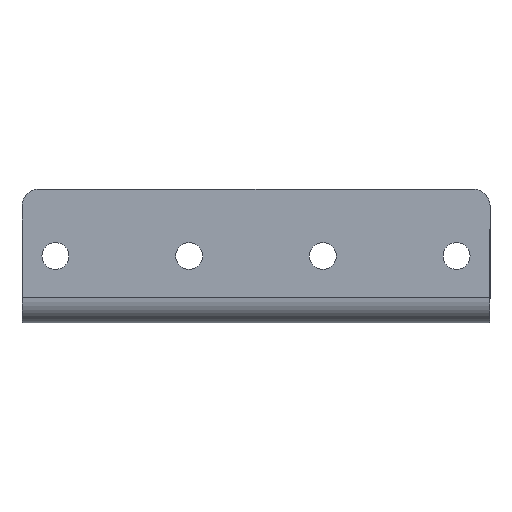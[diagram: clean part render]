
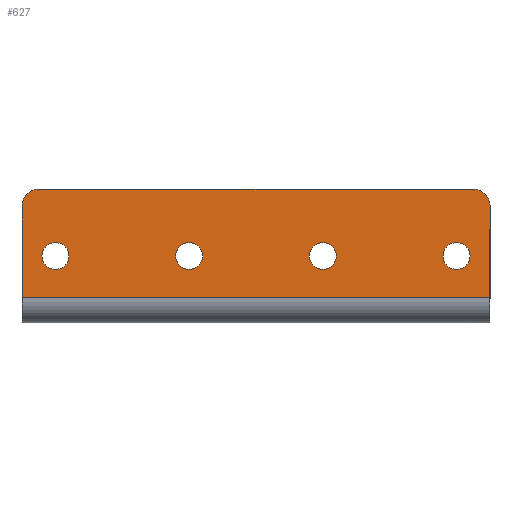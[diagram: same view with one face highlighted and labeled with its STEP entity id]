
A CAD part, front view. The second image highlights one B-rep face of the part: STEP entity #627.
In plain terms, the highlighted planar face has unit normal (0, -1, 0).
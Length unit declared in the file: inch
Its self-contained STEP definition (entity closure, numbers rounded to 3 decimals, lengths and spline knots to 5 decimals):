
#6 = ORIENTED_EDGE ( 'NONE', *, *, #454, .T. ) ;
#16 = DIRECTION ( 'NONE',  ( 0., 0., -1. ) ) ;
#34 = CARTESIAN_POINT ( 'NONE',  ( 3.375, -0.125, 0. ) ) ;
#44 = CIRCLE ( 'NONE', #128, 0.1005 ) ;
#53 = VERTEX_POINT ( 'NONE', #580 ) ;
#65 = CARTESIAN_POINT ( 'NONE',  ( 1.25, -0.125, -0.6005 ) ) ;
#68 = LINE ( 'NONE', #592, #1392 ) ;
#69 = AXIS2_PLACEMENT_3D ( 'NONE', #247, #761, #1286 ) ;
#87 = EDGE_CURVE ( 'NONE', #1628, #1332, #68, .T. ) ;
#89 = ORIENTED_EDGE ( 'NONE', *, *, #87, .F. ) ;
#104 = ORIENTED_EDGE ( 'NONE', *, *, #908, .T. ) ;
#107 = DIRECTION ( 'NONE',  ( 0., 0., -1. ) ) ;
#110 = DIRECTION ( 'NONE',  ( 0., 1., 0. ) ) ;
#128 = AXIS2_PLACEMENT_3D ( 'NONE', #1605, #450, #950 ) ;
#137 = CARTESIAN_POINT ( 'NONE',  ( 3.5, -0.125, 0. ) ) ;
#146 = CARTESIAN_POINT ( 'NONE',  ( 0.125, -0.125, 0. ) ) ;
#166 = ORIENTED_EDGE ( 'NONE', *, *, #366, .T. ) ;
#168 = DIRECTION ( 'NONE',  ( 0., 1., 0. ) ) ;
#175 = CARTESIAN_POINT ( 'NONE',  ( 0.25, -0.125, -0.5 ) ) ;
#204 = ORIENTED_EDGE ( 'NONE', *, *, #935, .T. ) ;
#206 = CIRCLE ( 'NONE', #928, 0.1005 ) ;
#231 = PLANE ( 'NONE',  #465 ) ;
#247 = CARTESIAN_POINT ( 'NONE',  ( 1.25, -0.125, -0.5 ) ) ;
#251 = ORIENTED_EDGE ( 'NONE', *, *, #1654, .T. ) ;
#333 = EDGE_CURVE ( 'NONE', #1658, #1332, #483, .T. ) ;
#349 = CIRCLE ( 'NONE', #1600, 0.125 ) ;
#355 = CARTESIAN_POINT ( 'NONE',  ( 0., -0.125, -0.8125 ) ) ;
#366 = EDGE_CURVE ( 'NONE', #1628, #980, #349, .T. ) ;
#367 = FACE_BOUND ( 'NONE', #1029, .T. ) ;
#371 = VECTOR ( 'NONE', #861, 39.37008 ) ;
#387 = CARTESIAN_POINT ( 'NONE',  ( 2.25, -0.125, -0.3995 ) ) ;
#426 = DIRECTION ( 'NONE',  ( 0., -1., 0. ) ) ;
#427 = DIRECTION ( 'NONE',  ( 0., 0., 1. ) ) ;
#428 = ORIENTED_EDGE ( 'NONE', *, *, #1002, .T. ) ;
#440 = ORIENTED_EDGE ( 'NONE', *, *, #649, .F. ) ;
#445 = ORIENTED_EDGE ( 'NONE', *, *, #333, .T. ) ;
#450 = DIRECTION ( 'NONE',  ( 0., 1., 0. ) ) ;
#454 = EDGE_CURVE ( 'NONE', #670, #1302, #44, .T. ) ;
#460 = CIRCLE ( 'NONE', #1425, 0.1005 ) ;
#465 = AXIS2_PLACEMENT_3D ( 'NONE', #747, #1272, #107 ) ;
#466 = CARTESIAN_POINT ( 'NONE',  ( 3.25, -0.125, -0.5 ) ) ;
#483 = CIRCLE ( 'NONE', #1208, 0.125 ) ;
#502 = LINE ( 'NONE', #1008, #1101 ) ;
#517 = CARTESIAN_POINT ( 'NONE',  ( 2.25, -0.125, -0.6005 ) ) ;
#520 = VERTEX_POINT ( 'NONE', #65 ) ;
#580 = CARTESIAN_POINT ( 'NONE',  ( 1.25, -0.125, -0.3995 ) ) ;
#592 = CARTESIAN_POINT ( 'NONE',  ( 0., -0.125, 0. ) ) ;
#595 = CARTESIAN_POINT ( 'NONE',  ( 0.25, -0.125, -0.5 ) ) ;
#626 = DIRECTION ( 'NONE',  ( 0., 0., 1. ) ) ;
#627 = ADVANCED_FACE ( 'NONE', ( #1003, #1526, #367, #869, #1397 ), #231, .T. ) ;
#648 = DIRECTION ( 'NONE',  ( 0., 0., -1. ) ) ;
#649 = EDGE_CURVE ( 'NONE', #1437, #980, #502, .T. ) ;
#656 = CARTESIAN_POINT ( 'NONE',  ( 3.375, -0.125, -0.125 ) ) ;
#670 = VERTEX_POINT ( 'NONE', #1142 ) ;
#678 = VERTEX_POINT ( 'NONE', #884 ) ;
#680 = DIRECTION ( 'NONE',  ( 0., 0., 1. ) ) ;
#686 = DIRECTION ( 'NONE',  ( 0., 1., 0. ) ) ;
#689 = EDGE_CURVE ( 'NONE', #53, #520, #1668, .T. ) ;
#690 = CIRCLE ( 'NONE', #773, 0.1005 ) ;
#747 = CARTESIAN_POINT ( 'NONE',  ( 0., -0.125, 0. ) ) ;
#761 = DIRECTION ( 'NONE',  ( 0., 1., 0. ) ) ;
#773 = AXIS2_PLACEMENT_3D ( 'NONE', #466, #966, #1492 ) ;
#834 = CARTESIAN_POINT ( 'NONE',  ( 0., -0.125, -0.8125 ) ) ;
#855 = CARTESIAN_POINT ( 'NONE',  ( 3.5, -0.125, -0.8125 ) ) ;
#861 = DIRECTION ( 'NONE',  ( 1., 0., 0. ) ) ;
#869 = FACE_BOUND ( 'NONE', #1050, .T. ) ;
#884 = CARTESIAN_POINT ( 'NONE',  ( 0.25, -0.125, -0.6005 ) ) ;
#908 = EDGE_CURVE ( 'NONE', #1302, #670, #690, .T. ) ;
#922 = DIRECTION ( 'NONE',  ( 0., 0., -1. ) ) ;
#923 = CARTESIAN_POINT ( 'NONE',  ( 3.5, -0.125, -0.125 ) ) ;
#928 = AXIS2_PLACEMENT_3D ( 'NONE', #175, #686, #1207 ) ;
#929 = CARTESIAN_POINT ( 'NONE',  ( 3.25, -0.125, -0.6005 ) ) ;
#935 = EDGE_CURVE ( 'NONE', #678, #1504, #460, .T. ) ;
#937 = AXIS2_PLACEMENT_3D ( 'NONE', #1336, #168, #680 ) ;
#950 = DIRECTION ( 'NONE',  ( 0., 0., 1. ) ) ;
#966 = DIRECTION ( 'NONE',  ( 0., 1., 0. ) ) ;
#972 = VERTEX_POINT ( 'NONE', #855 ) ;
#975 = ORIENTED_EDGE ( 'NONE', *, *, #689, .T. ) ;
#980 = VERTEX_POINT ( 'NONE', #1381 ) ;
#988 = ORIENTED_EDGE ( 'NONE', *, *, #1585, .F. ) ;
#1002 = EDGE_CURVE ( 'NONE', #1437, #972, #1517, .T. ) ;
#1003 = FACE_BOUND ( 'NONE', #1445, .T. ) ;
#1008 = CARTESIAN_POINT ( 'NONE',  ( 0., -0.125, 0. ) ) ;
#1029 = EDGE_LOOP ( 'NONE', ( #251, #1097 ) ) ;
#1050 = EDGE_LOOP ( 'NONE', ( #6, #104 ) ) ;
#1052 = CARTESIAN_POINT ( 'NONE',  ( 2.25, -0.125, -0.5 ) ) ;
#1074 = ORIENTED_EDGE ( 'NONE', *, *, #1525, .T. ) ;
#1082 = EDGE_LOOP ( 'NONE', ( #440, #428, #988, #445, #89, #166 ) ) ;
#1097 = ORIENTED_EDGE ( 'NONE', *, *, #1314, .T. ) ;
#1101 = VECTOR ( 'NONE', #1536, 39.37008 ) ;
#1103 = DIRECTION ( 'NONE',  ( 1., 0., 0. ) ) ;
#1106 = DIRECTION ( 'NONE',  ( 0., 1., 0. ) ) ;
#1122 = AXIS2_PLACEMENT_3D ( 'NONE', #1276, #110, #626 ) ;
#1142 = CARTESIAN_POINT ( 'NONE',  ( 3.25, -0.125, -0.3995 ) ) ;
#1147 = CIRCLE ( 'NONE', #937, 0.1005 ) ;
#1174 = DIRECTION ( 'NONE',  ( 0., -1., 0. ) ) ;
#1207 = DIRECTION ( 'NONE',  ( 0., 0., 1. ) ) ;
#1208 = AXIS2_PLACEMENT_3D ( 'NONE', #656, #1174, #16 ) ;
#1272 = DIRECTION ( 'NONE',  ( 0., -1., 0. ) ) ;
#1276 = CARTESIAN_POINT ( 'NONE',  ( 1.25, -0.125, -0.5 ) ) ;
#1286 = DIRECTION ( 'NONE',  ( 0., 0., 1. ) ) ;
#1300 = LINE ( 'NONE', #137, #1320 ) ;
#1302 = VERTEX_POINT ( 'NONE', #929 ) ;
#1306 = EDGE_LOOP ( 'NONE', ( #975, #1074 ) ) ;
#1314 = EDGE_CURVE ( 'NONE', #1549, #1562, #1147, .T. ) ;
#1320 = VECTOR ( 'NONE', #648, 39.37008 ) ;
#1332 = VERTEX_POINT ( 'NONE', #34 ) ;
#1336 = CARTESIAN_POINT ( 'NONE',  ( 2.25, -0.125, -0.5 ) ) ;
#1344 = AXIS2_PLACEMENT_3D ( 'NONE', #1052, #1587, #427 ) ;
#1381 = CARTESIAN_POINT ( 'NONE',  ( 0., -0.125, -0.125 ) ) ;
#1392 = VECTOR ( 'NONE', #1103, 39.37008 ) ;
#1394 = EDGE_CURVE ( 'NONE', #1504, #678, #206, .T. ) ;
#1397 = FACE_OUTER_BOUND ( 'NONE', #1082, .T. ) ;
#1400 = CIRCLE ( 'NONE', #1344, 0.1005 ) ;
#1425 = AXIS2_PLACEMENT_3D ( 'NONE', #595, #1106, #1633 ) ;
#1437 = VERTEX_POINT ( 'NONE', #834 ) ;
#1445 = EDGE_LOOP ( 'NONE', ( #1673, #204 ) ) ;
#1492 = DIRECTION ( 'NONE',  ( 0., 0., 1. ) ) ;
#1504 = VERTEX_POINT ( 'NONE', #1506 ) ;
#1506 = CARTESIAN_POINT ( 'NONE',  ( 0.25, -0.125, -0.3995 ) ) ;
#1517 = LINE ( 'NONE', #355, #371 ) ;
#1525 = EDGE_CURVE ( 'NONE', #520, #53, #1623, .T. ) ;
#1526 = FACE_BOUND ( 'NONE', #1306, .T. ) ;
#1536 = DIRECTION ( 'NONE',  ( 0., 0., 1. ) ) ;
#1549 = VERTEX_POINT ( 'NONE', #517 ) ;
#1562 = VERTEX_POINT ( 'NONE', #387 ) ;
#1585 = EDGE_CURVE ( 'NONE', #1658, #972, #1300, .T. ) ;
#1586 = CARTESIAN_POINT ( 'NONE',  ( 0.125, -0.125, -0.125 ) ) ;
#1587 = DIRECTION ( 'NONE',  ( 0., 1., 0. ) ) ;
#1600 = AXIS2_PLACEMENT_3D ( 'NONE', #1586, #426, #922 ) ;
#1605 = CARTESIAN_POINT ( 'NONE',  ( 3.25, -0.125, -0.5 ) ) ;
#1623 = CIRCLE ( 'NONE', #1122, 0.1005 ) ;
#1628 = VERTEX_POINT ( 'NONE', #146 ) ;
#1633 = DIRECTION ( 'NONE',  ( 0., 0., 1. ) ) ;
#1654 = EDGE_CURVE ( 'NONE', #1562, #1549, #1400, .T. ) ;
#1658 = VERTEX_POINT ( 'NONE', #923 ) ;
#1668 = CIRCLE ( 'NONE', #69, 0.1005 ) ;
#1673 = ORIENTED_EDGE ( 'NONE', *, *, #1394, .T. ) ;
